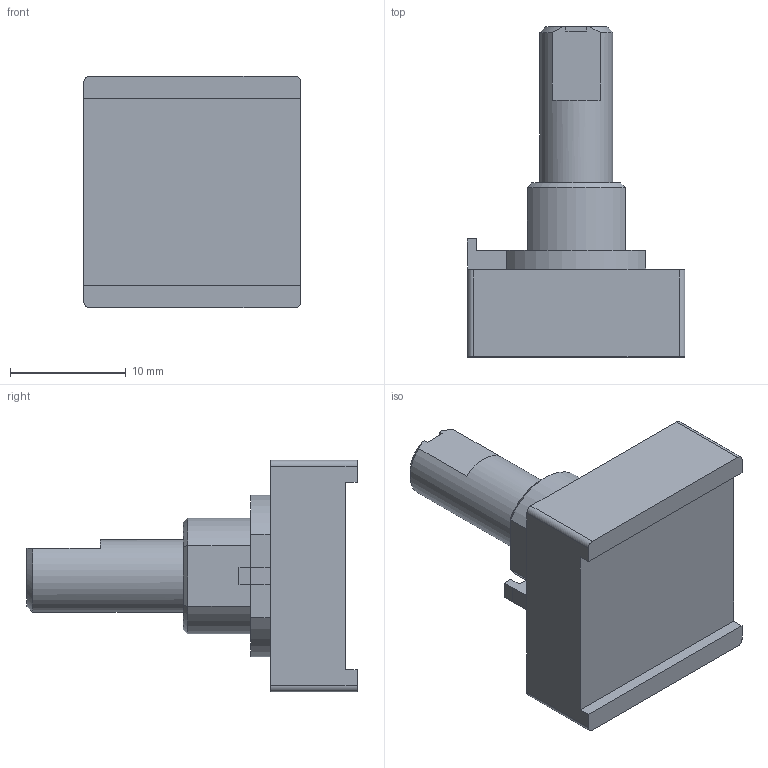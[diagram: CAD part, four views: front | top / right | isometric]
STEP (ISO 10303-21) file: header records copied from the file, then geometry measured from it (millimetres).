
FILE_DESCRIPTION(/* description */ (''),/* implementation_level */ '2;1');
FILE_NAME(/* name */ '2020-01-03-04-01-40301-EVQ-V9-Encoder.stp',/* time_stamp */ '2020-11-07T14:37:09+01:00',/* author */ ('nico'),/* organization */ (''),/* preprocessor_version */ 'ST-DEVELOPER v18',/* originating_system */ 'Autodesk Inventor 2020',/* authorisation */ '');
FILE_SCHEMA (('AUTOMOTIVE_DESIGN { 1 0 10303 214 3 1 1 }'));
Length unit declared in the file: millimetre
Products named in the file (1): 2019-01-EVQ-V9-Encoder
Bounding box: 18.85 x 28.57 x 20 mm (x, y, z)
Volume: 3497.9 mm3; surface area: 2244.5 mm2
Topology: 1 solids, 1 shells, 48 faces, 120 edges, 78 vertices
Faces by surface type: plane 34, cylinder 11, cone 3
Full cylindrical faces by diameter (mm): 2.5 x1, 6.3 x1, 6.527 x1
Entity records: 1466 total; most frequent: CARTESIAN_POINT 263, ORIENTED_EDGE 240, DIRECTION 239, EDGE_CURVE 120, LINE 87, VECTOR 87, VERTEX_POINT 78, AXIS2_PLACEMENT_3D 76
